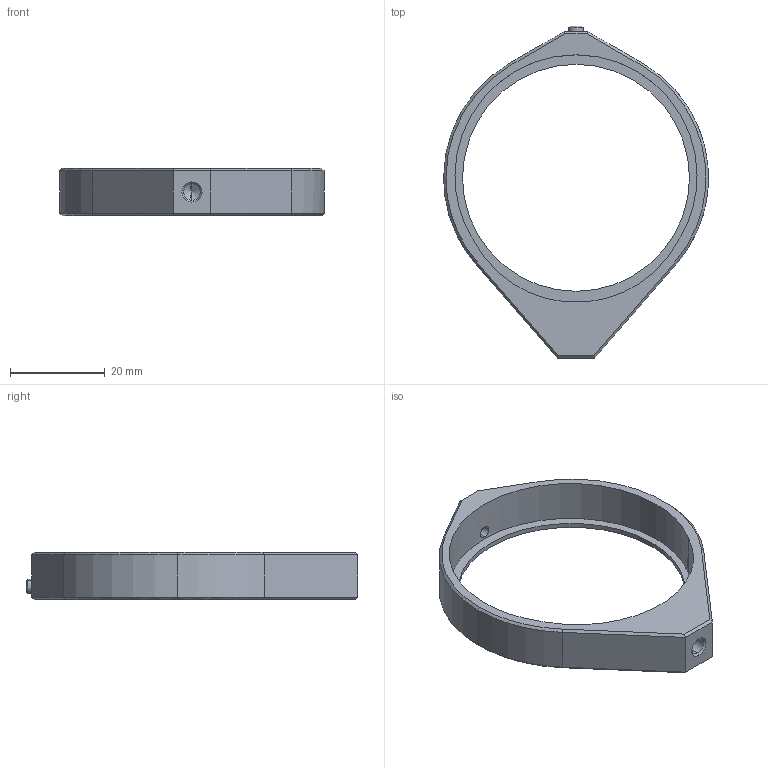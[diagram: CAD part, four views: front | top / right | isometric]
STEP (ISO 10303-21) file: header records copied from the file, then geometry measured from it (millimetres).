
FILE_DESCRIPTION (( 'STEP AP203' ), '1' );
FILE_NAME ('Web Model 17713_17713.step', '2021-12-22T16:38:03', ( '' ), ( '' ), 'SwSTEP 2.0', 'SolidWorks 2018', '' );
FILE_SCHEMA (( 'CONFIG_CONTROL_DESIGN' ));
Length unit declared in the file: millimetre
Products named in the file (1): Web Model 17713_17713
Bounding box: 56 x 70.2 x 10 mm (x, y, z)
Volume: 6325.2 mm3; surface area: 5410.5 mm2
Topology: 3 solids, 3 shells, 87 faces, 192 edges, 112 vertices
Faces by surface type: plane 38, cone 26, cylinder 23
Entity records: 2464 total; most frequent: DIRECTION 437, CARTESIAN_POINT 428, ORIENTED_EDGE 380, EDGE_CURVE 190, AXIS2_PLACEMENT_3D 161, LINE 115, VECTOR 115, VERTEX_POINT 112
